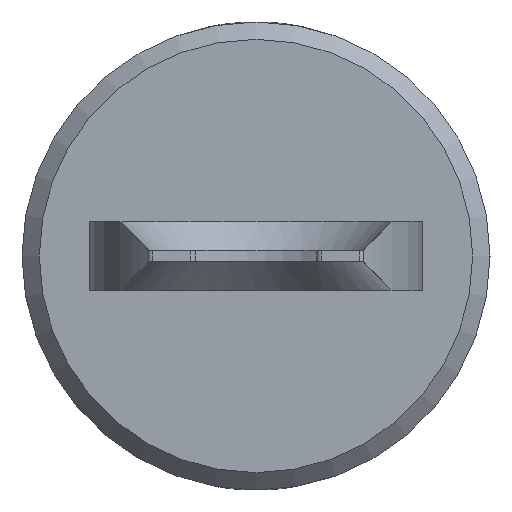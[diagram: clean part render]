
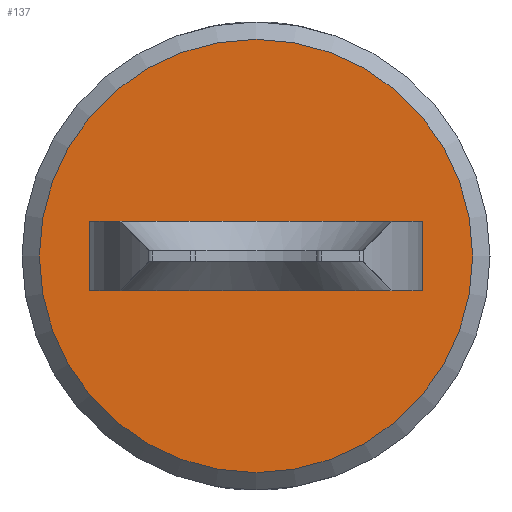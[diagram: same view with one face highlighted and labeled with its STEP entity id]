
A CAD part, left-side view. The second image highlights one B-rep face of the part: STEP entity #137.
In plain terms, the highlighted planar face has unit normal (-1, 0, 0).
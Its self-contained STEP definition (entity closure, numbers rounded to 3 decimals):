
#137 = ADVANCED_FACE( '', ( #284, #285 ), #286, .T. );
#284 = FACE_OUTER_BOUND( '', #424, .T. );
#285 = FACE_BOUND( '', #425, .T. );
#286 = PLANE( '', #426 );
#424 = EDGE_LOOP( '', ( #744 ) );
#425 = EDGE_LOOP( '', ( #745, #746, #747, #748 ) );
#426 = AXIS2_PLACEMENT_3D( '', #749, #750, #751 );
#744 = ORIENTED_EDGE( '', *, *, #834, .T. );
#745 = ORIENTED_EDGE( '', *, *, #878, .T. );
#746 = ORIENTED_EDGE( '', *, *, #781, .F. );
#747 = ORIENTED_EDGE( '', *, *, #847, .F. );
#748 = ORIENTED_EDGE( '', *, *, #774, .F. );
#749 = CARTESIAN_POINT( '', ( 14., 0., 0. ) );
#750 = DIRECTION( '', ( -1., 0., 0. ) );
#751 = DIRECTION( '', ( 0., 0., 1. ) );
#774 = EDGE_CURVE( '', #908, #910, #911, .F. );
#781 = EDGE_CURVE( '', #920, #922, #923, .T. );
#834 = EDGE_CURVE( '', #1005, #1005, #1006, .T. );
#847 = EDGE_CURVE( '', #910, #920, #1024, .T. );
#878 = EDGE_CURVE( '', #908, #922, #1065, .T. );
#908 = VERTEX_POINT( '', #1101 );
#910 = VERTEX_POINT( '', #1103 );
#911 = LINE( '', #1104, #1105 );
#920 = VERTEX_POINT( '', #1175 );
#922 = VERTEX_POINT( '', #1177 );
#923 = LINE( '', #1178, #1179 );
#1005 = VERTEX_POINT( '', #1394 );
#1006 = CIRCLE( '', #1395, 12.5 );
#1024 = LINE( '', #1476, #1477 );
#1065 = LINE( '', #1527, #1528 );
#1101 = CARTESIAN_POINT( '', ( 14., -5.406, -2. ) );
#1103 = CARTESIAN_POINT( '', ( 14., -5.406, 2. ) );
#1104 = CARTESIAN_POINT( '', ( 14., -5.406, 2. ) );
#1105 = VECTOR( '', #1556, 1000. );
#1175 = CARTESIAN_POINT( '', ( 14., 5.406, 2. ) );
#1177 = CARTESIAN_POINT( '', ( 14., 5.406, -2. ) );
#1178 = CARTESIAN_POINT( '', ( 14., 5.406, 2. ) );
#1179 = VECTOR( '', #1566, 1000. );
#1394 = CARTESIAN_POINT( '', ( 14., 0., 12.5 ) );
#1395 = AXIS2_PLACEMENT_3D( '', #1645, #1646, #1647 );
#1476 = CARTESIAN_POINT( '', ( 14., 0., 2. ) );
#1477 = VECTOR( '', #1665, 1000. );
#1527 = CARTESIAN_POINT( '', ( 14., 0., -2. ) );
#1528 = VECTOR( '', #1708, 1000. );
#1556 = DIRECTION( '', ( 0., 0., -1. ) );
#1566 = DIRECTION( '', ( 0., 0., -1. ) );
#1645 = CARTESIAN_POINT( '', ( 14., 0., 0. ) );
#1646 = DIRECTION( '', ( -1., 0., 0. ) );
#1647 = DIRECTION( '', ( 0., 0., 1. ) );
#1665 = DIRECTION( '', ( 0., 1., 0. ) );
#1708 = DIRECTION( '', ( 0., 1., 0. ) );
